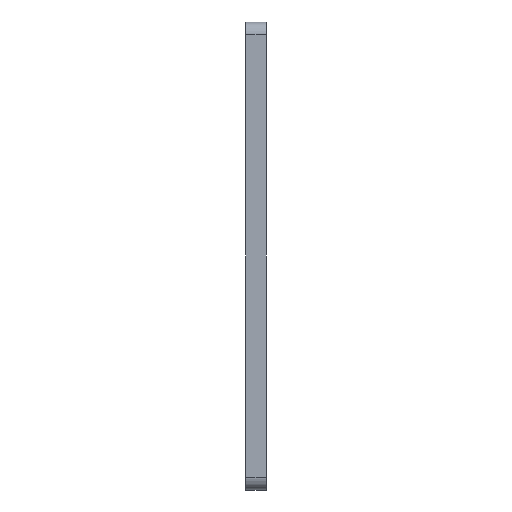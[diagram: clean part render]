
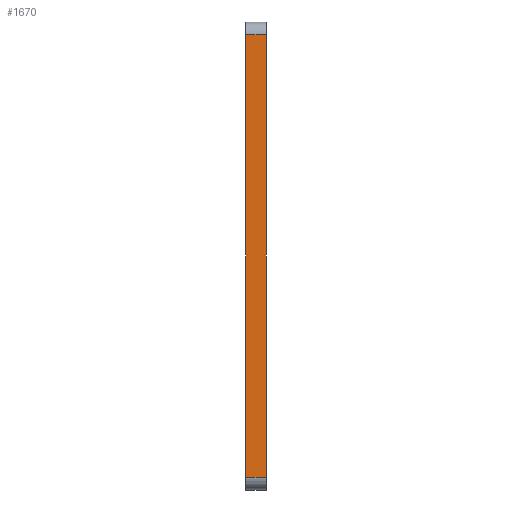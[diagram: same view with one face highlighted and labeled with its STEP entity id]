
A CAD part, left-side view. The second image highlights one B-rep face of the part: STEP entity #1670.
In plain terms, the highlighted planar face has unit normal (-1, 0, 0).
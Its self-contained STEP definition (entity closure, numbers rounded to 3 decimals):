
#354=FACE_OUTER_BOUND('',#477,.T.);
#477=EDGE_LOOP('',(#1475,#1476,#1477,#1478));
#579=LINE('',#2523,#687);
#627=LINE('',#2825,#735);
#628=LINE('',#2827,#736);
#629=LINE('',#2828,#737);
#687=VECTOR('',#1993,10.);
#735=VECTOR('',#2361,10.);
#736=VECTOR('',#2362,10.);
#737=VECTOR('',#2363,10.);
#795=VERTEX_POINT('',#2519);
#797=VERTEX_POINT('',#2522);
#891=VERTEX_POINT('',#2824);
#892=VERTEX_POINT('',#2826);
#956=EDGE_CURVE('',#797,#795,#579,.T.);
#1111=EDGE_CURVE('',#795,#891,#627,.T.);
#1112=EDGE_CURVE('',#892,#891,#628,.T.);
#1113=EDGE_CURVE('',#797,#892,#629,.T.);
#1475=ORIENTED_EDGE('',*,*,#956,.T.);
#1476=ORIENTED_EDGE('',*,*,#1111,.T.);
#1477=ORIENTED_EDGE('',*,*,#1112,.F.);
#1478=ORIENTED_EDGE('',*,*,#1113,.F.);
#1596=PLANE('',#1878);
#1670=ADVANCED_FACE('',(#354),#1596,.T.);
#1878=AXIS2_PLACEMENT_3D('',#2823,#2359,#2360);
#1993=DIRECTION('',(0.,0.,1.));
#2359=DIRECTION('center_axis',(-1.,0.,0.));
#2360=DIRECTION('ref_axis',(0.,0.,1.));
#2361=DIRECTION('',(0.,1.,0.));
#2362=DIRECTION('',(0.,0.,1.));
#2363=DIRECTION('',(0.,1.,0.));
#2519=CARTESIAN_POINT('',(-90.5,0.,85.5));
#2522=CARTESIAN_POINT('',(-90.5,0.,-85.5));
#2523=CARTESIAN_POINT('',(-90.5,0.,-85.5));
#2823=CARTESIAN_POINT('Origin',(-90.5,0.,-85.5));
#2824=CARTESIAN_POINT('',(-90.5,7.8,85.5));
#2825=CARTESIAN_POINT('',(-90.5,0.,85.5));
#2826=CARTESIAN_POINT('',(-90.5,7.8,-85.5));
#2827=CARTESIAN_POINT('',(-90.5,7.8,-85.5));
#2828=CARTESIAN_POINT('',(-90.5,0.,-85.5));
